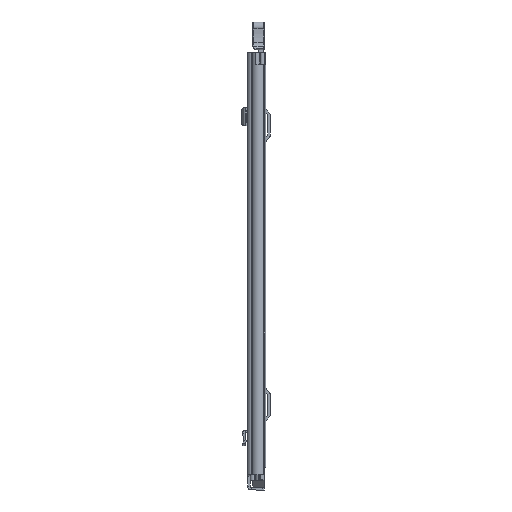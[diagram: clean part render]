
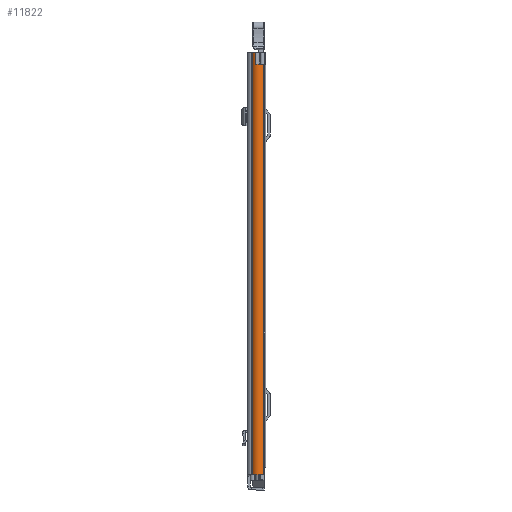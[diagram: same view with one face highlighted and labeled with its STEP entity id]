
A CAD part, front view. The second image highlights one B-rep face of the part: STEP entity #11822.
In plain terms, the highlighted cylindrical face has radius 7.6 mm (diameter 15.2 mm), a partial arc.
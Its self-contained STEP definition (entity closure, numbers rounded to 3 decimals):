
#386 = VECTOR ( 'NONE', #12746, 1000. ) ;
#627 = VERTEX_POINT ( 'NONE', #3370 ) ;
#865 = CARTESIAN_POINT ( 'NONE',  ( 10.602, -30.5, -12.2 ) ) ;
#2240 = CARTESIAN_POINT ( 'NONE',  ( 10.602, -30.5, -441.2 ) ) ;
#3370 = CARTESIAN_POINT ( 'NONE',  ( 8.413, -37.778, 0. ) ) ;
#5539 = ORIENTED_EDGE ( 'NONE', *, *, #7722, .F. ) ;
#6159 = CARTESIAN_POINT ( 'NONE',  ( 16.488, -35.307, -441.2 ) ) ;
#7267 = EDGE_CURVE ( 'NONE', #33789, #33836, #26841, .T. ) ;
#7592 = CIRCLE ( 'NONE', #28441, 7.6 ) ;
#7722 = EDGE_CURVE ( 'NONE', #23744, #33836, #7592, .T. ) ;
#8776 = VERTEX_POINT ( 'NONE', #31727 ) ;
#9611 = CARTESIAN_POINT ( 'NONE',  ( 5.244, -35.891, -457.2 ) ) ;
#9647 = ORIENTED_EDGE ( 'NONE', *, *, #7267, .T. ) ;
#9759 = CIRCLE ( 'NONE', #34146, 7.6 ) ;
#9885 = DIRECTION ( 'NONE',  ( 0., 0., -1. ) ) ;
#10110 = CARTESIAN_POINT ( 'NONE',  ( 8.413, -37.778, -457.2 ) ) ;
#10316 = CARTESIAN_POINT ( 'NONE',  ( 10.602, -30.5, -457.2 ) ) ;
#11273 = CIRCLE ( 'NONE', #32070, 7.6 ) ;
#11822 = ADVANCED_FACE ( 'NONE', ( #27252 ), #30813, .T. ) ;
#12746 = DIRECTION ( 'NONE',  ( 0., 0., 1. ) ) ;
#12999 = DIRECTION ( 'NONE',  ( 1., 0., 0. ) ) ;
#13166 = ORIENTED_EDGE ( 'NONE', *, *, #27754, .T. ) ;
#13658 = DIRECTION ( 'NONE',  ( 0., 0., 1. ) ) ;
#15634 = LINE ( 'NONE', #10110, #21127 ) ;
#15978 = CARTESIAN_POINT ( 'NONE',  ( 8.413, -37.778, -12.2 ) ) ;
#18421 = ORIENTED_EDGE ( 'NONE', *, *, #23066, .T. ) ;
#19663 = EDGE_CURVE ( 'NONE', #627, #23230, #11273, .T. ) ;
#19909 = ORIENTED_EDGE ( 'NONE', *, *, #19663, .T. ) ;
#21127 = VECTOR ( 'NONE', #35421, 1000. ) ;
#21201 = DIRECTION ( 'NONE',  ( 1., 0., 0. ) ) ;
#21775 = DIRECTION ( 'NONE',  ( 0., 0., 1. ) ) ;
#22872 = ORIENTED_EDGE ( 'NONE', *, *, #35180, .F. ) ;
#23066 = EDGE_CURVE ( 'NONE', #8776, #33789, #9759, .T. ) ;
#23230 = VERTEX_POINT ( 'NONE', #35943 ) ;
#23637 = CARTESIAN_POINT ( 'NONE',  ( 16.488, -35.307, -12.2 ) ) ;
#23744 = VERTEX_POINT ( 'NONE', #15978 ) ;
#24162 = DIRECTION ( 'NONE',  ( 0., 0., 1. ) ) ;
#24831 = DIRECTION ( 'NONE',  ( 1., 0., 0. ) ) ;
#25568 = DIRECTION ( 'NONE',  ( 1., 0., 0. ) ) ;
#25995 = AXIS2_PLACEMENT_3D ( 'NONE', #10316, #13658, #24831 ) ;
#26590 = EDGE_LOOP ( 'NONE', ( #18421, #9647, #5539, #13166, #19909, #22872 ) ) ;
#26841 = LINE ( 'NONE', #30204, #31407 ) ;
#27252 = FACE_OUTER_BOUND ( 'NONE', #26590, .T. ) ;
#27754 = EDGE_CURVE ( 'NONE', #23744, #627, #15634, .T. ) ;
#28441 = AXIS2_PLACEMENT_3D ( 'NONE', #865, #24162, #12999 ) ;
#28531 = DIRECTION ( 'NONE',  ( 0., 0., 1. ) ) ;
#29343 = LINE ( 'NONE', #9611, #386 ) ;
#30204 = CARTESIAN_POINT ( 'NONE',  ( 16.488, -35.307, -457.2 ) ) ;
#30813 = CYLINDRICAL_SURFACE ( 'NONE', #25995, 7.6 ) ;
#31407 = VECTOR ( 'NONE', #21775, 1000. ) ;
#31727 = CARTESIAN_POINT ( 'NONE',  ( 5.244, -35.891, -441.2 ) ) ;
#32070 = AXIS2_PLACEMENT_3D ( 'NONE', #32415, #9885, #21201 ) ;
#32415 = CARTESIAN_POINT ( 'NONE',  ( 10.602, -30.5, 0. ) ) ;
#33789 = VERTEX_POINT ( 'NONE', #6159 ) ;
#33836 = VERTEX_POINT ( 'NONE', #23637 ) ;
#34146 = AXIS2_PLACEMENT_3D ( 'NONE', #2240, #28531, #25568 ) ;
#35180 = EDGE_CURVE ( 'NONE', #8776, #23230, #29343, .T. ) ;
#35421 = DIRECTION ( 'NONE',  ( 0., 0., 1. ) ) ;
#35943 = CARTESIAN_POINT ( 'NONE',  ( 5.244, -35.891, 0. ) ) ;
